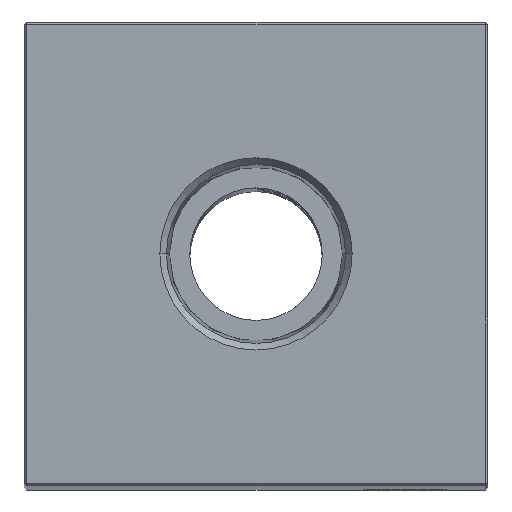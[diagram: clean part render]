
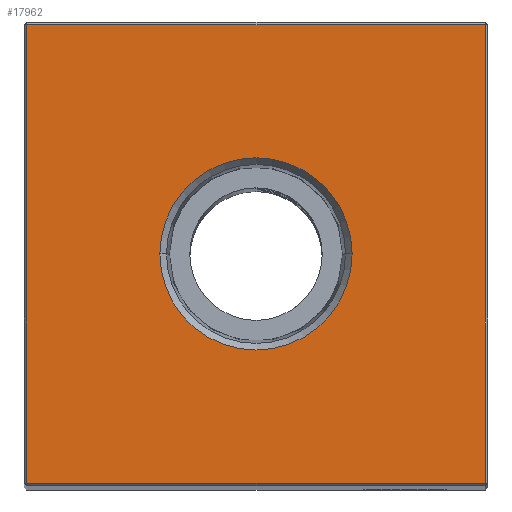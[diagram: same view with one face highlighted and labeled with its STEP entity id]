
A CAD part, top view. The second image highlights one B-rep face of the part: STEP entity #17962.
In plain terms, the highlighted planar face has unit normal (0, 0, 1).
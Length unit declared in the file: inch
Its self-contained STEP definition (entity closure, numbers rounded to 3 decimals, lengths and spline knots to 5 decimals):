
#954 = CIRCLE ( 'NONE', #14762, 0.3626 ) ;
#993 = ORIENTED_EDGE ( 'NONE', *, *, #24795, .T. ) ;
#1620 = LINE ( 'NONE', #7700, #24673 ) ;
#1748 = DIRECTION ( 'NONE',  ( 1., 0., 0. ) ) ;
#2712 = VERTEX_POINT ( 'NONE', #18696 ) ;
#2901 = VERTEX_POINT ( 'NONE', #14770 ) ;
#3051 = DIRECTION ( 'NONE',  ( -1., 0., 0. ) ) ;
#4107 = CIRCLE ( 'NONE', #7558, 0.3626 ) ;
#4507 = ORIENTED_EDGE ( 'NONE', *, *, #14322, .T. ) ;
#4883 = CARTESIAN_POINT ( 'NONE',  ( -0.865, -0.865, 9. ) ) ;
#5444 = DIRECTION ( 'NONE',  ( -1., 0., 0. ) ) ;
#5488 = CARTESIAN_POINT ( 'NONE',  ( 0.865, -0.865, 9. ) ) ;
#5969 = CARTESIAN_POINT ( 'NONE',  ( 0., 0., 9. ) ) ;
#6105 = LINE ( 'NONE', #23121, #12789 ) ;
#6391 = ORIENTED_EDGE ( 'NONE', *, *, #13334, .F. ) ;
#6837 = CARTESIAN_POINT ( 'NONE',  ( 0., 0.865, 9. ) ) ;
#6953 = EDGE_CURVE ( 'NONE', #2712, #2901, #4107, .T. ) ;
#7375 = CARTESIAN_POINT ( 'NONE',  ( 0.865, 0., 9. ) ) ;
#7558 = AXIS2_PLACEMENT_3D ( 'NONE', #21228, #15032, #19076 ) ;
#7700 = CARTESIAN_POINT ( 'NONE',  ( 0., -0.865, 9. ) ) ;
#7868 = DIRECTION ( 'NONE',  ( 0., 0., -1. ) ) ;
#8830 = EDGE_LOOP ( 'NONE', ( #9136, #6391 ) ) ;
#8914 = LINE ( 'NONE', #7375, #17990 ) ;
#9136 = ORIENTED_EDGE ( 'NONE', *, *, #6953, .F. ) ;
#9507 = FACE_OUTER_BOUND ( 'NONE', #12780, .T. ) ;
#9542 = DIRECTION ( 'NONE',  ( 0., 1., 0. ) ) ;
#9614 = ORIENTED_EDGE ( 'NONE', *, *, #18876, .T. ) ;
#9777 = FACE_BOUND ( 'NONE', #8830, .T. ) ;
#10348 = CARTESIAN_POINT ( 'NONE',  ( 0.865, 0.865, 9. ) ) ;
#12780 = EDGE_LOOP ( 'NONE', ( #9614, #4507, #22354, #993 ) ) ;
#12789 = VECTOR ( 'NONE', #22594, 39.37008 ) ;
#12926 = CARTESIAN_POINT ( 'NONE',  ( -0.865, 0.865, 9. ) ) ;
#13296 = VERTEX_POINT ( 'NONE', #4883 ) ;
#13334 = EDGE_CURVE ( 'NONE', #2901, #2712, #954, .T. ) ;
#13953 = PLANE ( 'NONE',  #20552 ) ;
#14322 = EDGE_CURVE ( 'NONE', #13296, #15995, #1620, .T. ) ;
#14762 = AXIS2_PLACEMENT_3D ( 'NONE', #18239, #24439, #1748 ) ;
#14770 = CARTESIAN_POINT ( 'NONE',  ( -0.3626, 0., 9. ) ) ;
#15032 = DIRECTION ( 'NONE',  ( 0., 0., 1. ) ) ;
#15995 = VERTEX_POINT ( 'NONE', #5488 ) ;
#16127 = VECTOR ( 'NONE', #3051, 39.37008 ) ;
#16897 = VERTEX_POINT ( 'NONE', #10348 ) ;
#17496 = VERTEX_POINT ( 'NONE', #12926 ) ;
#17962 = ADVANCED_FACE ( 'NONE', ( #9507, #9777 ), #13953, .F. ) ;
#17990 = VECTOR ( 'NONE', #9542, 39.37008 ) ;
#18108 = DIRECTION ( 'NONE',  ( 1., 0., 0. ) ) ;
#18239 = CARTESIAN_POINT ( 'NONE',  ( 0., 0., 9. ) ) ;
#18426 = EDGE_CURVE ( 'NONE', #15995, #16897, #8914, .T. ) ;
#18696 = CARTESIAN_POINT ( 'NONE',  ( 0.3626, 0., 9. ) ) ;
#18876 = EDGE_CURVE ( 'NONE', #17496, #13296, #6105, .T. ) ;
#19076 = DIRECTION ( 'NONE',  ( 1., 0., 0. ) ) ;
#20552 = AXIS2_PLACEMENT_3D ( 'NONE', #5969, #7868, #5444 ) ;
#21228 = CARTESIAN_POINT ( 'NONE',  ( 0., 0., 9. ) ) ;
#22354 = ORIENTED_EDGE ( 'NONE', *, *, #18426, .T. ) ;
#22594 = DIRECTION ( 'NONE',  ( 0., -1., 0. ) ) ;
#23121 = CARTESIAN_POINT ( 'NONE',  ( -0.865, 0., 9. ) ) ;
#23581 = LINE ( 'NONE', #6837, #16127 ) ;
#24439 = DIRECTION ( 'NONE',  ( 0., 0., 1. ) ) ;
#24673 = VECTOR ( 'NONE', #18108, 39.37008 ) ;
#24795 = EDGE_CURVE ( 'NONE', #16897, #17496, #23581, .T. ) ;
